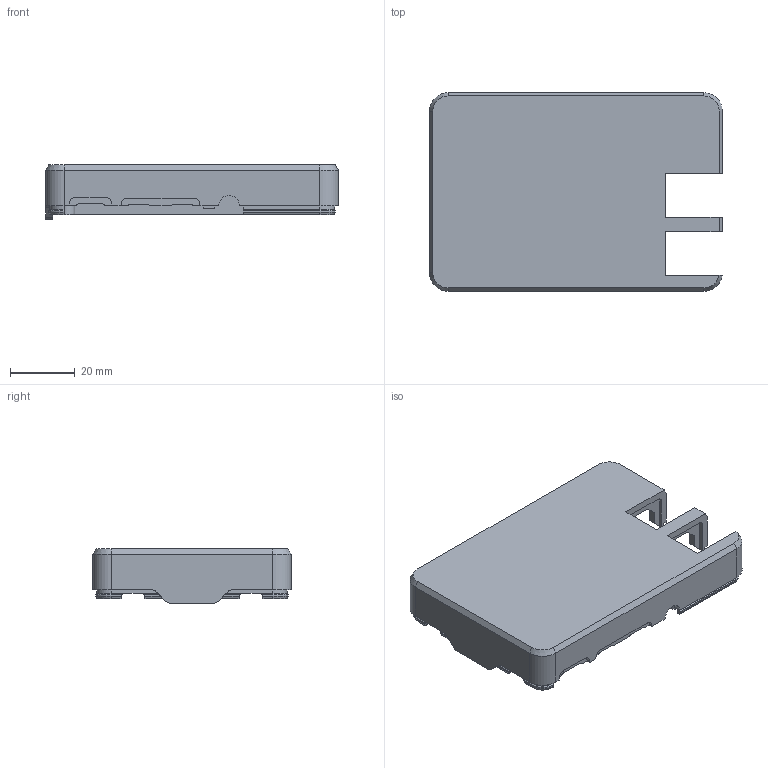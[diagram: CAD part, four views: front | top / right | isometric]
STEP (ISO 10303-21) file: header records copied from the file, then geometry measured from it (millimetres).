
FILE_DESCRIPTION(/* description */ (''),/* implementation_level */ '2;1');
FILE_NAME(/* name */ 'Top_Base_SM.step',/* time_stamp */ '2021-01-09T09:32:27+01:00',/* author */ (''),/* organization */ (''),/* preprocessor_version */ 'ST-DEVELOPER v18.1',/* originating_system */ 'Autodesk Translation Framework v9.7.1.1290',/* authorisation */ '');
FILE_SCHEMA (('AUTOMOTIVE_DESIGN { 1 0 10303 214 3 1 1 }'));
Length unit declared in the file: millimetre
Products named in the file (1): Top_Base_SM
Bounding box: 90.6 x 61.4 x 16.85 mm (x, y, z)
Volume: 18259.8 mm3; surface area: 18524.7 mm2
Topology: 1 solids, 1 shells, 202 faces, 554 edges, 358 vertices
Faces by surface type: plane 141, cylinder 43, cone 18
Full cylindrical faces by diameter (mm): 3.15 x4, 5.6 x4
Entity records: 6380 total; most frequent: CARTESIAN_POINT 1137, ORIENTED_EDGE 1108, DIRECTION 1074, EDGE_CURVE 554, LINE 418, VECTOR 418, VERTEX_POINT 358, AXIS2_PLACEMENT_3D 328
